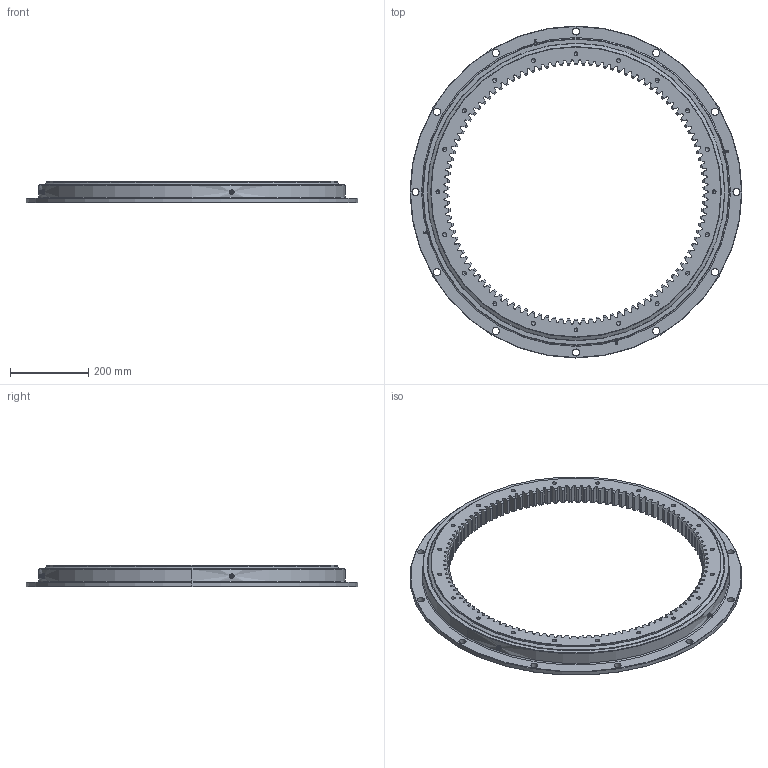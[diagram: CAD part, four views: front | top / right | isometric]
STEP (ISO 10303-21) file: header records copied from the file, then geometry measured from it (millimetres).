
FILE_DESCRIPTION (( 'STEP AP214' ), '1' );
FILE_NAME ('I.850.20.00.C.STEP', '2016-10-26T08:41:37', ( '' ), ( '' ), 'SwSTEP 2.0', 'SolidWorks 2015', '' );
FILE_SCHEMA (( 'AUTOMOTIVE_DESIGN' ));
Length unit declared in the file: millimetre
Products named in the file (7): B.848.B20C.A3N.0 - OR Seal; Grease nipple M10x1mm; Ball D20; B.848.B20C.A3N.0 - IR; B.848.B20C.A3N.0 - OR; I.850.20.00.C; B.848.B20C.A3N.0 - IR Seal
Assembly tree (108 placements, depth 2):
  I.850.20.00.C
    B.848.B20C.A3N.0 - IR
    B.848.B20C.A3N.0 - OR
    Ball D20  x100
    B.848.B20C.A3N.0 - IR Seal
    B.848.B20C.A3N.0 - OR Seal
    Grease nipple M10x1mm  x4
Bounding box: 848 x 848 x 56 mm (x, y, z)
Volume: 6939878.4 mm3; surface area: 1366923 mm2
Topology: 108 solids, 108 shells, 1656 faces, 4835 edges, 3186 vertices
Faces by surface type: bspline 440, plane 385, cone 354, cylinder 230, sphere 200, torus 47
Entity records: 49466 total; most frequent: CARTESIAN_POINT 17146, ORIENTED_EDGE 7762, DIRECTION 4622, EDGE_CURVE 3881, VERTEX_POINT 2562, B_SPLINE_CURVE_WITH_KNOTS 2068, AXIS2_PLACEMENT_3D 1782, EDGE_LOOP 1423
